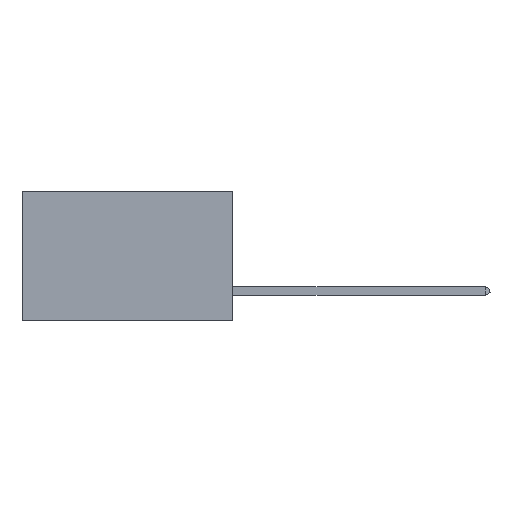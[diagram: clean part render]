
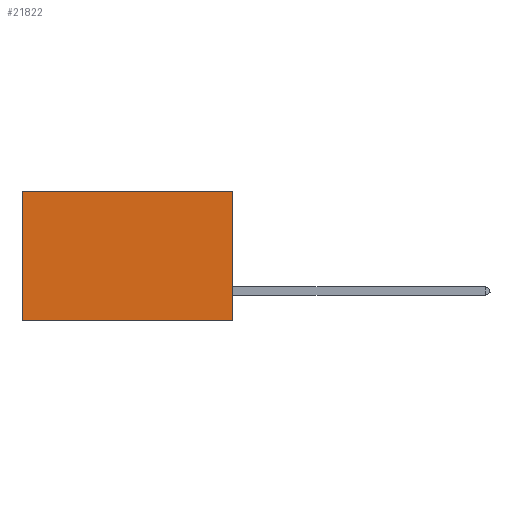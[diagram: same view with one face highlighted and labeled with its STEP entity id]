
A CAD part, left-side view. The second image highlights one B-rep face of the part: STEP entity #21822.
In plain terms, the highlighted planar face has unit normal (-1, 0, 0).
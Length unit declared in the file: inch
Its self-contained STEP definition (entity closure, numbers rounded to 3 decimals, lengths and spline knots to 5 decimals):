
#148 = DIRECTION ( 'NONE',  ( 0., 1., 0. ) ) ;
#266 = FACE_OUTER_BOUND ( 'NONE', #8654, .T. ) ;
#622 = ORIENTED_EDGE ( 'NONE', *, *, #20716, .F. ) ;
#828 = DIRECTION ( 'NONE',  ( 0., 1., 0. ) ) ;
#2105 = VECTOR ( 'NONE', #828, 39.37008 ) ;
#3202 = VERTEX_POINT ( 'NONE', #16183 ) ;
#4091 = CARTESIAN_POINT ( 'NONE',  ( 0.2875, 0., -0.37 ) ) ;
#5342 = VERTEX_POINT ( 'NONE', #6631 ) ;
#6631 = CARTESIAN_POINT ( 'NONE',  ( 0.2875, 0., 0. ) ) ;
#7531 = VERTEX_POINT ( 'NONE', #10434 ) ;
#7553 = VECTOR ( 'NONE', #14348, 39.37008 ) ;
#8143 = PLANE ( 'NONE',  #19359 ) ;
#8242 = DIRECTION ( 'NONE',  ( 1., 0., 0. ) ) ;
#8342 = LINE ( 'NONE', #4091, #11596 ) ;
#8376 = DIRECTION ( 'NONE',  ( 0., 0., -1. ) ) ;
#8654 = EDGE_LOOP ( 'NONE', ( #17114, #13456, #622, #17702 ) ) ;
#8667 = LINE ( 'NONE', #18596, #24624 ) ;
#9036 = EDGE_CURVE ( 'NONE', #3202, #7531, #8667, .T. ) ;
#9041 = CARTESIAN_POINT ( 'NONE',  ( 0.2875, 0., 0. ) ) ;
#9103 = EDGE_CURVE ( 'NONE', #20272, #7531, #8342, .T. ) ;
#10140 = CARTESIAN_POINT ( 'NONE',  ( 0.2875, 0., 0. ) ) ;
#10434 = CARTESIAN_POINT ( 'NONE',  ( 0.2875, 0.6, -0.37 ) ) ;
#10574 = LINE ( 'NONE', #9041, #2105 ) ;
#11596 = VECTOR ( 'NONE', #148, 39.37008 ) ;
#12347 = CARTESIAN_POINT ( 'NONE',  ( 0.2875, 0., 0. ) ) ;
#13456 = ORIENTED_EDGE ( 'NONE', *, *, #9103, .F. ) ;
#13670 = CARTESIAN_POINT ( 'NONE',  ( 0.2875, 0., -0.37 ) ) ;
#14348 = DIRECTION ( 'NONE',  ( 0., 0., -1. ) ) ;
#15383 = LINE ( 'NONE', #10140, #7553 ) ;
#16183 = CARTESIAN_POINT ( 'NONE',  ( 0.2875, 0.6, 0. ) ) ;
#17114 = ORIENTED_EDGE ( 'NONE', *, *, #9036, .T. ) ;
#17702 = ORIENTED_EDGE ( 'NONE', *, *, #24611, .T. ) ;
#18596 = CARTESIAN_POINT ( 'NONE',  ( 0.2875, 0.6, 0. ) ) ;
#19359 = AXIS2_PLACEMENT_3D ( 'NONE', #12347, #8242, #26916 ) ;
#20272 = VERTEX_POINT ( 'NONE', #13670 ) ;
#20716 = EDGE_CURVE ( 'NONE', #5342, #20272, #15383, .T. ) ;
#21822 = ADVANCED_FACE ( 'NONE', ( #266 ), #8143, .F. ) ;
#24611 = EDGE_CURVE ( 'NONE', #5342, #3202, #10574, .T. ) ;
#24624 = VECTOR ( 'NONE', #8376, 39.37008 ) ;
#26916 = DIRECTION ( 'NONE',  ( 0., 0., -1. ) ) ;
